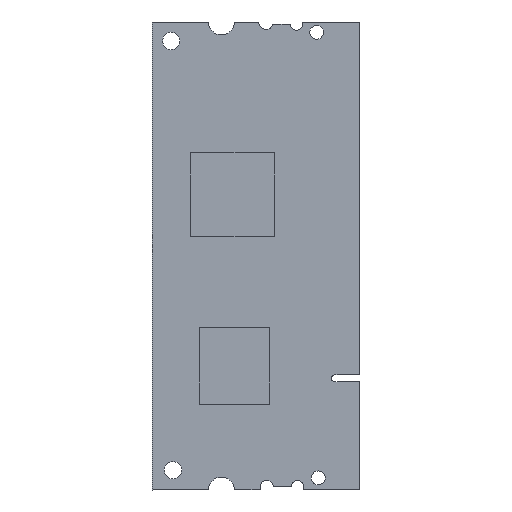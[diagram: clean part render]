
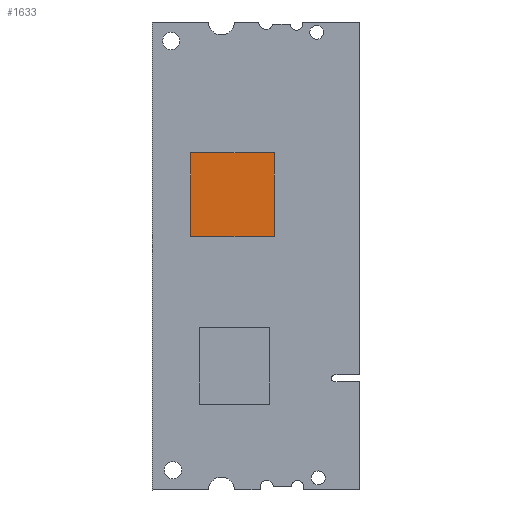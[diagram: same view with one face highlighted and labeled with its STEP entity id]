
A CAD part, left-side view. The second image highlights one B-rep face of the part: STEP entity #1633.
In plain terms, the highlighted planar face has unit normal (-1, 0, 0).
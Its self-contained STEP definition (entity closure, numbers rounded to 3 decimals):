
#1213=CARTESIAN_POINT('Vertex',(-0.5,24.449,-18.892)) ;
#1216=CARTESIAN_POINT('Line Origine',(-0.5,18.397,-18.892)) ;
#1220=CARTESIAN_POINT('Vertex',(-0.5,12.344,-18.892)) ;
#1240=CARTESIAN_POINT('Line Origine',(-0.5,12.344,-24.946)) ;
#1244=CARTESIAN_POINT('Vertex',(-0.5,12.344,-31.)) ;
#1264=CARTESIAN_POINT('Line Origine',(-0.5,18.397,-31.)) ;
#1268=CARTESIAN_POINT('Vertex',(-0.5,24.449,-31.)) ;
#1288=CARTESIAN_POINT('Line Origine',(-0.5,24.449,-24.946)) ;
#1622=CARTESIAN_POINT('Axis2P3D Location',(-0.5,18.397,-24.946)) ;
#1217=DIRECTION('Vector Direction',(0.,1.,0.)) ;
#1241=DIRECTION('Vector Direction',(0.,0.,1.)) ;
#1265=DIRECTION('Vector Direction',(0.,-1.,0.)) ;
#1289=DIRECTION('Vector Direction',(0.,0.,-1.)) ;
#1623=DIRECTION('Axis2P3D Direction',(-1.,0.,0.)) ;
#1624=DIRECTION('Axis2P3D XDirection',(0.,0.,1.)) ;
#1625=AXIS2_PLACEMENT_3D('Plane Axis2P3D',#1622,#1623,#1624) ;
#1628=ORIENTED_EDGE('',*,*,#1292,.T.) ;
#1629=ORIENTED_EDGE('',*,*,#1270,.T.) ;
#1630=ORIENTED_EDGE('',*,*,#1246,.T.) ;
#1631=ORIENTED_EDGE('',*,*,#1222,.T.) ;
#1218=VECTOR('Line Direction',#1217,1.) ;
#1242=VECTOR('Line Direction',#1241,1.) ;
#1266=VECTOR('Line Direction',#1265,1.) ;
#1290=VECTOR('Line Direction',#1289,1.) ;
#1633=ADVANCED_FACE('Solid1',(#1632),#1626,.T.) ;
#1222=EDGE_CURVE('',#1221,#1214,#1219,.T.) ;
#1246=EDGE_CURVE('',#1245,#1221,#1243,.T.) ;
#1270=EDGE_CURVE('',#1269,#1245,#1267,.T.) ;
#1292=EDGE_CURVE('',#1214,#1269,#1291,.T.) ;
#1627=EDGE_LOOP('',(#1628,#1629,#1630,#1631)) ;
#1632=FACE_OUTER_BOUND('',#1627,.T.) ;
#1219=LINE('Line',#1216,#1218) ;
#1243=LINE('Line',#1240,#1242) ;
#1267=LINE('Line',#1264,#1266) ;
#1291=LINE('Line',#1288,#1290) ;
#1626=PLANE('',#1625) ;
#1214=VERTEX_POINT('',#1213) ;
#1221=VERTEX_POINT('',#1220) ;
#1245=VERTEX_POINT('',#1244) ;
#1269=VERTEX_POINT('',#1268) ;
